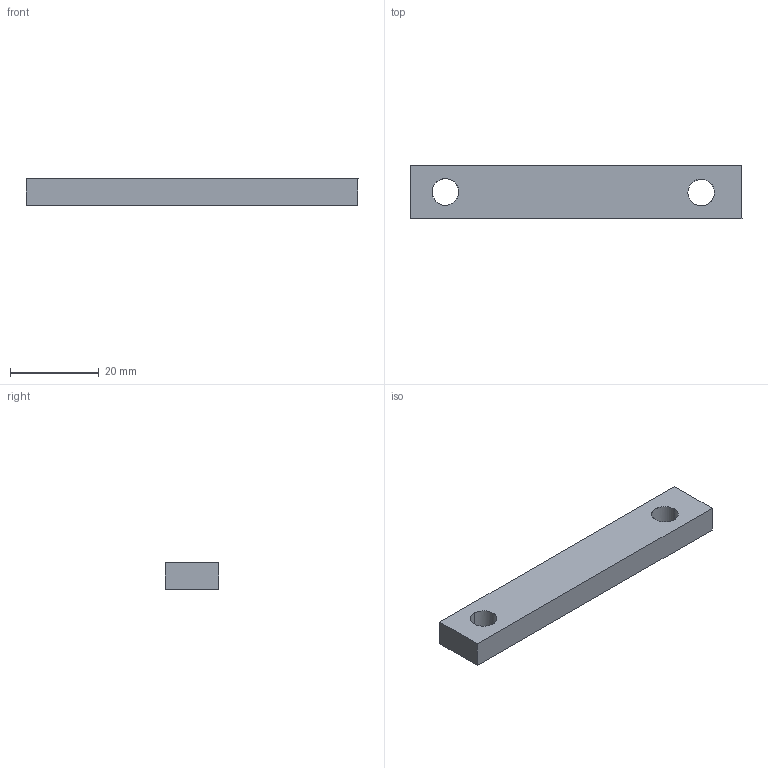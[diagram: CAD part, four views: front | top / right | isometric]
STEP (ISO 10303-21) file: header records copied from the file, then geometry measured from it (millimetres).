
FILE_DESCRIPTION(('CAx-IF Rec.Pracs.---Model Styling and Organization---1.2---2011-12-15','CAx-IF Rec.Pracs.---Geometric and Assembly Validation Properties---4.1---2014-06-16','CAx-IF Rec.Pracs.---PMI Polyline Presentation---2.0---2013-05-24'),'2;1');
FILE_NAME('Bus_only_250618.stp','2025-06-18T13:12:43+09:00',(' '),(' '),'HyperWorksVersion-2019.1.0.20','3D_Kernel_IO2018 Sp3 by CT CoreTechnologie',' ');
FILE_SCHEMA(('AUTOMOTIVE_DESIGN { 1 0 10303 214 1 1 1 1 }'));
Length unit declared in the file: millimetre
Products named in the file (2): Bus_only_250618; Bus
Assembly tree (1 placements, depth 2):
  Bus_only_250618
    Bus
Bounding box: 75 x 12 x 6.04 mm (x, y, z)
Volume: 5069.1 mm3; surface area: 2959.9 mm2
Topology: 1 solids, 1 shells, 10 faces, 68 edges, 64 vertices
Faces by surface type: bspline 8, plane 2
Entity records: 2228 total; most frequent: CARTESIAN_POINT 1603, ORIENTED_EDGE 128, DIRECTION 64, EDGE_CURVE 64, VERTEX_POINT 56, VECTOR 50, LINE 50, B_SPLINE_CURVE_WITH_KNOTS 15
